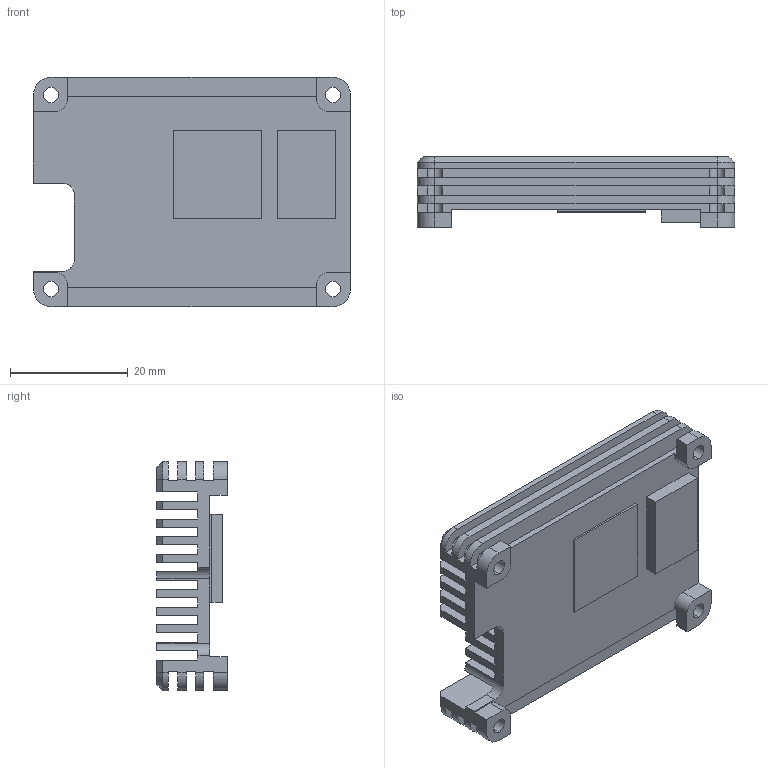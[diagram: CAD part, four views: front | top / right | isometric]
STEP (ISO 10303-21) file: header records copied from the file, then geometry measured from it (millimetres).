
FILE_DESCRIPTION (( 'STEP AP214' ), '1' );
FILE_NAME ('RPI-CM4-Heatsink.STEP', '2021-04-03T13:46:18', ( '' ), ( '' ), 'SwSTEP 2.0', 'SolidWorks 2017', '' );
FILE_SCHEMA (( 'AUTOMOTIVE_DESIGN' ));
Length unit declared in the file: millimetre
Products named in the file (1): RPI-CM4-Heatsink
Bounding box: 54 x 12 x 39 mm (x, y, z)
Volume: 11276 mm3; surface area: 14415.2 mm2
Topology: 1 solids, 1 shells, 197 faces, 635 edges, 410 vertices
Faces by surface type: plane 143, cylinder 42, cone 12
Entity records: 7107 total; most frequent: ORIENTED_EDGE 1254, CARTESIAN_POINT 1235, DIRECTION 1173, EDGE_CURVE 627, VECTOR 477, LINE 477, VERTEX_POINT 410, AXIS2_PLACEMENT_3D 348
